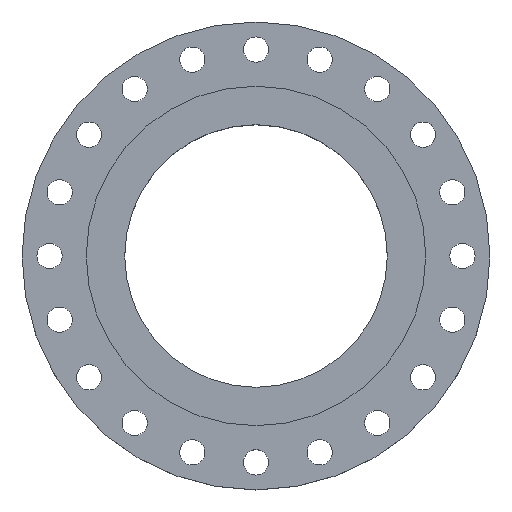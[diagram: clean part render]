
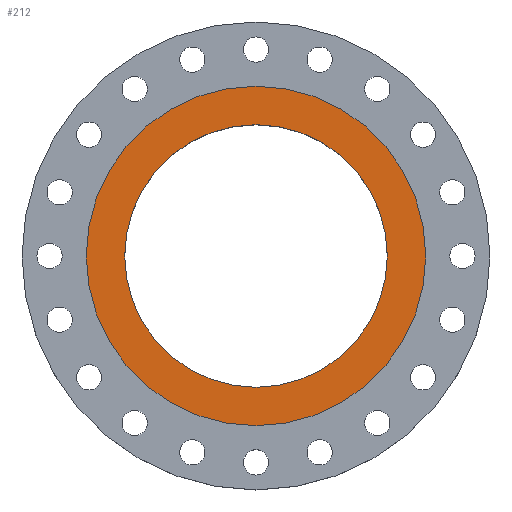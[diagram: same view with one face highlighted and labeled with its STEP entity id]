
A CAD part, top view. The second image highlights one B-rep face of the part: STEP entity #212.
In plain terms, the highlighted planar face has unit normal (0, 0, 1).
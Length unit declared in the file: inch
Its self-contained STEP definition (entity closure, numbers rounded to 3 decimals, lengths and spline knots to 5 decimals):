
#26 = FACE_OUTER_BOUND ( 'NONE', #883, .T. ) ;
#178 = DIRECTION ( 'NONE',  ( 0., 0., 1. ) ) ;
#212 = ADVANCED_FACE ( 'NONE', ( #1168, #26 ), #1322, .F. ) ;
#279 = EDGE_CURVE ( 'NONE', #1428, #1284, #1221, .T. ) ;
#322 = ORIENTED_EDGE ( 'NONE', *, *, #279, .F. ) ;
#378 = CARTESIAN_POINT ( 'NONE',  ( 0., 7.156, 0. ) ) ;
#452 = CARTESIAN_POINT ( 'NONE',  ( 0., 0., 0. ) ) ;
#466 = DIRECTION ( 'NONE',  ( 0., 0., 1. ) ) ;
#542 = DIRECTION ( 'NONE',  ( 0., 0., 1. ) ) ;
#582 = EDGE_CURVE ( 'NONE', #1474, #1682, #1224, .T. ) ;
#658 = AXIS2_PLACEMENT_3D ( 'NONE', #822, #542, #1025 ) ;
#687 = CARTESIAN_POINT ( 'NONE',  ( -7.156, 0., 0. ) ) ;
#689 = AXIS2_PLACEMENT_3D ( 'NONE', #452, #1701, #1208 ) ;
#701 = DIRECTION ( 'NONE',  ( 0., 0., -1. ) ) ;
#781 = ORIENTED_EDGE ( 'NONE', *, *, #1638, .F. ) ;
#797 = EDGE_LOOP ( 'NONE', ( #322, #781 ) ) ;
#822 = CARTESIAN_POINT ( 'NONE',  ( 0., 0., 0. ) ) ;
#866 = CIRCLE ( 'NONE', #919, 7.156 ) ;
#883 = EDGE_LOOP ( 'NONE', ( #1752, #975 ) ) ;
#919 = AXIS2_PLACEMENT_3D ( 'NONE', #1261, #178, #1302 ) ;
#925 = DIRECTION ( 'NONE',  ( 1., 0., 0. ) ) ;
#975 = ORIENTED_EDGE ( 'NONE', *, *, #582, .T. ) ;
#1001 = CARTESIAN_POINT ( 'NONE',  ( -9.25, 0., 0. ) ) ;
#1025 = DIRECTION ( 'NONE',  ( 1., 0., 0. ) ) ;
#1037 = CARTESIAN_POINT ( 'NONE',  ( 9.25, 0., 0. ) ) ;
#1077 = EDGE_CURVE ( 'NONE', #1682, #1474, #1724, .T. ) ;
#1168 = FACE_BOUND ( 'NONE', #797, .T. ) ;
#1208 = DIRECTION ( 'NONE',  ( 1., 0., 0. ) ) ;
#1221 = CIRCLE ( 'NONE', #658, 7.156 ) ;
#1224 = CIRCLE ( 'NONE', #2001, 9.25 ) ;
#1261 = CARTESIAN_POINT ( 'NONE',  ( 0., 0., 0. ) ) ;
#1284 = VERTEX_POINT ( 'NONE', #687 ) ;
#1302 = DIRECTION ( 'NONE',  ( 1., 0., 0. ) ) ;
#1322 = PLANE ( 'NONE',  #1359 ) ;
#1359 = AXIS2_PLACEMENT_3D ( 'NONE', #378, #701, #1456 ) ;
#1428 = VERTEX_POINT ( 'NONE', #1740 ) ;
#1456 = DIRECTION ( 'NONE',  ( -1., 0., 0. ) ) ;
#1474 = VERTEX_POINT ( 'NONE', #1001 ) ;
#1638 = EDGE_CURVE ( 'NONE', #1284, #1428, #866, .T. ) ;
#1682 = VERTEX_POINT ( 'NONE', #1037 ) ;
#1701 = DIRECTION ( 'NONE',  ( 0., 0., 1. ) ) ;
#1724 = CIRCLE ( 'NONE', #689, 9.25 ) ;
#1737 = CARTESIAN_POINT ( 'NONE',  ( 0., 0., 0. ) ) ;
#1740 = CARTESIAN_POINT ( 'NONE',  ( 7.156, 0., 0. ) ) ;
#1752 = ORIENTED_EDGE ( 'NONE', *, *, #1077, .T. ) ;
#2001 = AXIS2_PLACEMENT_3D ( 'NONE', #1737, #466, #925 ) ;
